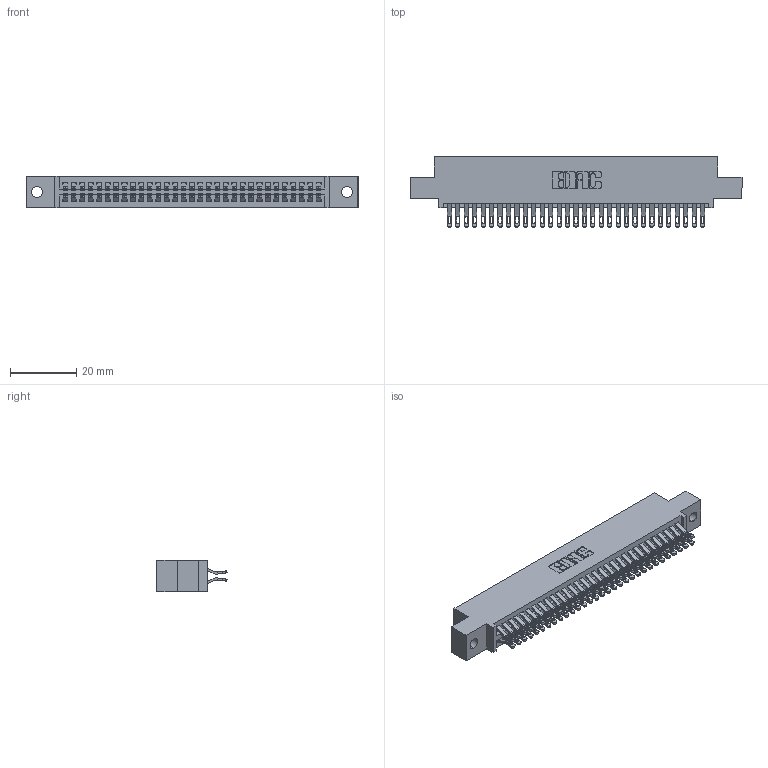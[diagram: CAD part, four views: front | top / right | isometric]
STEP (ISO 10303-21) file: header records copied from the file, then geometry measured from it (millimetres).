
FILE_DESCRIPTION (( 'STEP AP203' ), '1' );
FILE_NAME ('345-062-555-502.STEP', '2019-10-30T12:01:35', ( '' ), ( '' ), 'SwSTEP 2.0', 'SolidWorks 2016', '' );
FILE_SCHEMA (( 'CONFIG_CONTROL_DESIGN' ));
Length unit declared in the file: inch
Products named in the file (3): 345-062-555-502; 345-292-001_555 Tail; 345 Part_0.110 Offset - 0.128 Dia
Assembly tree (63 placements, depth 2):
  345-062-555-502
    345 Part_0.110 Offset - 0.128 Dia
    345-292-001_555 Tail  x62
Bounding box: 99.95 x 21.13 x 9.4 mm (x, y, z)
Volume: 9676.8 mm3; surface area: 14536.5 mm2
Topology: 63 solids, 63 shells, 3602 faces, 11327 edges, 7550 vertices
Faces by surface type: plane 2006, cylinder 1596
Entity records: 26265 total; most frequent: CARTESIAN_POINT 4450, ORIENTED_EDGE 4354, DIRECTION 3905, EDGE_CURVE 2177, LINE 1901, VECTOR 1901, VERTEX_POINT 1450, AXIS2_PLACEMENT_3D 1002
